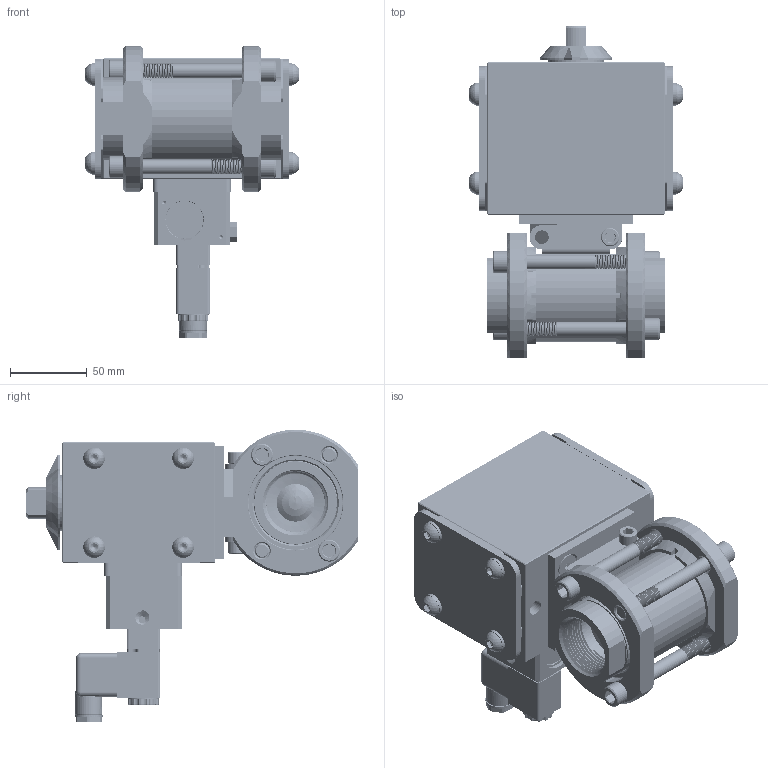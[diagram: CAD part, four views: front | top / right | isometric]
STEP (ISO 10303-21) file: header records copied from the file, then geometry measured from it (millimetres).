
FILE_DESCRIPTION (( 'STEP AP203' ), '1' );
FILE_NAME ('21XXSESA522DGPDS.step', '2018-03-15T11:38:11', ( '' ), ( '' ), 'SwSTEP 2.0', 'SolidWorks 2017', '' );
FILE_SCHEMA (( 'CONFIG_CONTROL_DESIGN' ));
Products named in the file (1): 21XXSESA522DGPDS
Bounding box: 139.51 x 216.09 x 190.65 mm (x, y, z)
Volume: 1015655.6 mm3; surface area: 340363.2 mm2
Topology: 57 solids, 57 shells, 3468 faces, 8958 edges, 5614 vertices
Faces by surface type: cylinder 1624, plane 834, cone 701, bspline 154, torus 133, sphere 22
Entity records: 184387 total; most frequent: CARTESIAN_POINT 103794, ORIENTED_EDGE 17688, DIRECTION 16330, EDGE_CURVE 8844, AXIS2_PLACEMENT_3D 6300, VERTEX_POINT 5610, EDGE_LOOP 3762, LINE 3730
